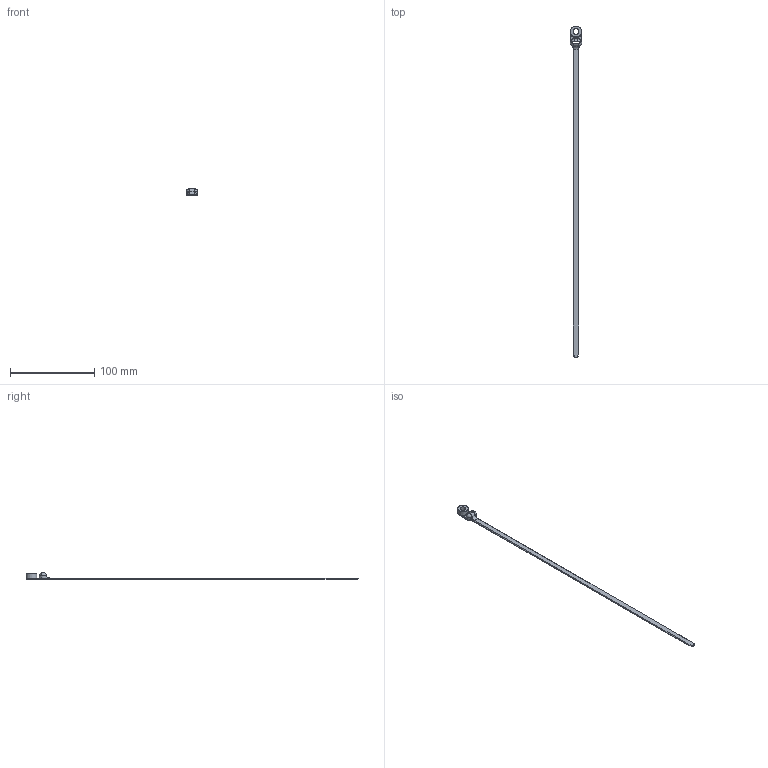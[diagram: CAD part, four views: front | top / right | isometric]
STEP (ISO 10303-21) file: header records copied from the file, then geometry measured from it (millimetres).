
FILE_DESCRIPTION(/* description */ (''),/* implementation_level */ '2;1');
FILE_NAME(/* name */ 'BC4LH-S25.stp',/* time_stamp */ '2021-05-11T14:41:40-05:00',/* author */ (''),/* organization */ (''),/* preprocessor_version */ 'ST-DEVELOPER v16',/* originating_system */ 'SIEMENS PLM Software NX 11.0',/* authorisation */ '');
FILE_SCHEMA (('AP203_CONFIGURATION_CONTROLLED_3D_DESIGN_OF_MECHANICAL_PARTS_AND_ASSEMBLIES_MIM_LF { 1 0 10303 403 2 1 2}'));
Length unit declared in the file: inch
Products named in the file (1): BWGC5D8E04Cy7yz
Bounding box: 13.21 x 394.28 x 8.13 mm (x, y, z)
Volume: 5339.9 mm3; surface area: 7176.4 mm2
Topology: 1 solids, 1 shells, 92 faces, 233 edges, 142 vertices
Faces by surface type: plane 31, cylinder 27, bspline 14, torus 13, extrusion 4, sphere 2, cone 1
Full cylindrical faces by diameter (mm): 6.833 x1
Entity records: 3503 total; most frequent: CARTESIAN_POINT 1246, ORIENTED_EDGE 462, DIRECTION 444, EDGE_CURVE 231, AXIS2_PLACEMENT_3D 173, VERTEX_POINT 142, VECTOR 98, CIRCLE 98
